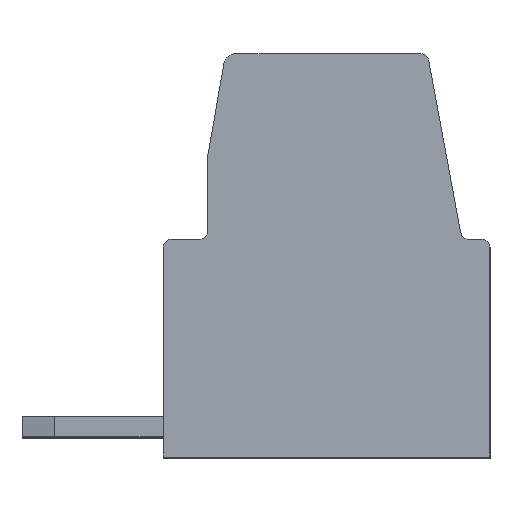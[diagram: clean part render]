
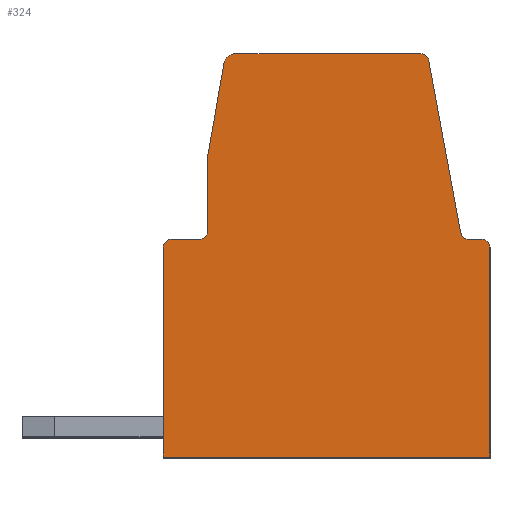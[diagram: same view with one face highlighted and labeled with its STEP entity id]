
A CAD part, top view. The second image highlights one B-rep face of the part: STEP entity #324.
In plain terms, the highlighted planar face has unit normal (0, 0, 1).
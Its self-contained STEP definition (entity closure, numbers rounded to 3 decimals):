
#324 = ADVANCED_FACE( '', ( #819 ), #820, .F. );
#819 = FACE_OUTER_BOUND( '', #1512, .T. );
#820 = PLANE( '', #1513 );
#1512 = EDGE_LOOP( '', ( #2237, #2238, #2239, #2240, #2241, #2242, #2243, #2244, #2245, #2246, #2247, #2248, #2249, #2250, #2251 ) );
#1513 = AXIS2_PLACEMENT_3D( '', #2252, #2253, #2254 );
#2237 = ORIENTED_EDGE( '', *, *, #4291, .T. );
#2238 = ORIENTED_EDGE( '', *, *, #4277, .T. );
#2239 = ORIENTED_EDGE( '', *, *, #4319, .F. );
#2240 = ORIENTED_EDGE( '', *, *, #4320, .T. );
#2241 = ORIENTED_EDGE( '', *, *, #4321, .T. );
#2242 = ORIENTED_EDGE( '', *, *, #4294, .T. );
#2243 = ORIENTED_EDGE( '', *, *, #4322, .T. );
#2244 = ORIENTED_EDGE( '', *, *, #4323, .T. );
#2245 = ORIENTED_EDGE( '', *, *, #4324, .F. );
#2246 = ORIENTED_EDGE( '', *, *, #4325, .T. );
#2247 = ORIENTED_EDGE( '', *, *, #4326, .F. );
#2248 = ORIENTED_EDGE( '', *, *, #4327, .T. );
#2249 = ORIENTED_EDGE( '', *, *, #4328, .T. );
#2250 = ORIENTED_EDGE( '', *, *, #4329, .T. );
#2251 = ORIENTED_EDGE( '', *, *, #4330, .F. );
#2252 = CARTESIAN_POINT( '', ( 0.81, -4.4, 0. ) );
#2253 = DIRECTION( '', ( 0., 0., -1. ) );
#2254 = DIRECTION( '', ( 0., 1., 0. ) );
#4277 = EDGE_CURVE( '', #5109, #5107, #5110, .T. );
#4291 = EDGE_CURVE( '', #5133, #5109, #5134, .T. );
#4294 = EDGE_CURVE( '', #5137, #5138, #5139, .T. );
#4319 = EDGE_CURVE( '', #5183, #5107, #5184, .T. );
#4320 = EDGE_CURVE( '', #5183, #5185, #5186, .T. );
#4321 = EDGE_CURVE( '', #5185, #5137, #5187, .T. );
#4322 = EDGE_CURVE( '', #5138, #5188, #5189, .T. );
#4323 = EDGE_CURVE( '', #5188, #5190, #5191, .T. );
#4324 = EDGE_CURVE( '', #5192, #5190, #5193, .T. );
#4325 = EDGE_CURVE( '', #5192, #5194, #5195, .T. );
#4326 = EDGE_CURVE( '', #5196, #5194, #5197, .T. );
#4327 = EDGE_CURVE( '', #5196, #5198, #5199, .T. );
#4328 = EDGE_CURVE( '', #5198, #5200, #5201, .T. );
#4329 = EDGE_CURVE( '', #5200, #5202, #5203, .T. );
#4330 = EDGE_CURVE( '', #5133, #5202, #5204, .T. );
#5107 = VERTEX_POINT( '', #6337 );
#5109 = VERTEX_POINT( '', #6340 );
#5110 = LINE( '', #6341, #6342 );
#5133 = VERTEX_POINT( '', #6374 );
#5134 = LINE( '', #6375, #6376 );
#5137 = VERTEX_POINT( '', #6380 );
#5138 = VERTEX_POINT( '', #6381 );
#5139 = LINE( '', #6382, #6383 );
#5183 = VERTEX_POINT( '', #6447 );
#5184 = CIRCLE( '', #6448, 0.2 );
#5185 = VERTEX_POINT( '', #6449 );
#5186 = LINE( '', #6450, #6451 );
#5187 = CIRCLE( '', #6452, 0.2 );
#5188 = VERTEX_POINT( '', #6453 );
#5189 = LINE( '', #6454, #6455 );
#5190 = VERTEX_POINT( '', #6456 );
#5191 = LINE( '', #6457, #6458 );
#5192 = VERTEX_POINT( '', #6459 );
#5193 = CIRCLE( '', #6460, 0.2 );
#5194 = VERTEX_POINT( '', #6461 );
#5195 = LINE( '', #6462, #6463 );
#5196 = VERTEX_POINT( '', #6464 );
#5197 = CIRCLE( '', #6465, 0.2 );
#5198 = VERTEX_POINT( '', #6466 );
#5199 = LINE( '', #6467, #6468 );
#5200 = VERTEX_POINT( '', #6469 );
#5201 = CIRCLE( '', #6470, 0.2 );
#5202 = VERTEX_POINT( '', #6471 );
#5203 = LINE( '', #6472, #6473 );
#5204 = CIRCLE( '', #6474, 0.3 );
#6337 = CARTESIAN_POINT( '', ( -7., 5.6, 0. ) );
#6340 = CARTESIAN_POINT( '', ( -7., 7.448, 0. ) );
#6341 = CARTESIAN_POINT( '', ( -7., -18.438, 0. ) );
#6342 = VECTOR( '', #8111, 1000. );
#6374 = CARTESIAN_POINT( '', ( -6.594, 9.752, 0. ) );
#6375 = CARTESIAN_POINT( '', ( -11.564, -18.438, 0. ) );
#6376 = VECTOR( '', #8124, 1000. );
#6380 = CARTESIAN_POINT( '', ( -8.1, 5.2, 0. ) );
#6381 = CARTESIAN_POINT( '', ( -8.1, 0., 0. ) );
#6382 = CARTESIAN_POINT( '', ( -8.1, -18.438, 0. ) );
#6383 = VECTOR( '', #8126, 1000. );
#6447 = CARTESIAN_POINT( '', ( -7.2, 5.4, 0. ) );
#6448 = AXIS2_PLACEMENT_3D( '', #8147, #8148, #8149 );
#6449 = CARTESIAN_POINT( '', ( -7.9, 5.4, 0. ) );
#6450 = CARTESIAN_POINT( '', ( -16.414, 5.4, 0. ) );
#6451 = VECTOR( '', #8150, 1000. );
#6452 = AXIS2_PLACEMENT_3D( '', #8151, #8152, #8153 );
#6453 = CARTESIAN_POINT( '', ( 0., 0., 0. ) );
#6454 = CARTESIAN_POINT( '', ( -16.414, 0., 0. ) );
#6455 = VECTOR( '', #8154, 1000. );
#6456 = CARTESIAN_POINT( '', ( 0., 5.2, 0. ) );
#6457 = CARTESIAN_POINT( '', ( 0., -18.438, 0. ) );
#6458 = VECTOR( '', #8155, 1000. );
#6459 = CARTESIAN_POINT( '', ( -0.2, 5.4, 0. ) );
#6460 = AXIS2_PLACEMENT_3D( '', #8156, #8157, #8158 );
#6461 = CARTESIAN_POINT( '', ( -0.531, 5.4, 0. ) );
#6462 = CARTESIAN_POINT( '', ( -16.414, 5.4, 0. ) );
#6463 = VECTOR( '', #8159, 1000. );
#6464 = CARTESIAN_POINT( '', ( -0.728, 5.564, 0. ) );
#6465 = AXIS2_PLACEMENT_3D( '', #8160, #8161, #8162 );
#6466 = CARTESIAN_POINT( '', ( -1.52, 9.836, 0. ) );
#6467 = CARTESIAN_POINT( '', ( 3.721, -18.438, 0. ) );
#6468 = VECTOR( '', #8163, 1000. );
#6469 = CARTESIAN_POINT( '', ( -1.716, 10., 0. ) );
#6470 = AXIS2_PLACEMENT_3D( '', #8164, #8165, #8166 );
#6471 = CARTESIAN_POINT( '', ( -6.298, 10., 0. ) );
#6472 = CARTESIAN_POINT( '', ( -16.414, 10., 0. ) );
#6473 = VECTOR( '', #8167, 1000. );
#6474 = AXIS2_PLACEMENT_3D( '', #8168, #8169, #8170 );
#8111 = DIRECTION( '', ( 0., -1., 0. ) );
#8124 = DIRECTION( '', ( -0.174, -0.985, 0. ) );
#8126 = DIRECTION( '', ( 0., -1., 0. ) );
#8147 = CARTESIAN_POINT( '', ( -7.2, 5.6, 0. ) );
#8148 = DIRECTION( '', ( 0., 0., 1. ) );
#8149 = DIRECTION( '', ( 1., 0., 0. ) );
#8150 = DIRECTION( '', ( -1., 0., 0. ) );
#8151 = CARTESIAN_POINT( '', ( -7.9, 5.2, 0. ) );
#8152 = DIRECTION( '', ( 0., 0., 1. ) );
#8153 = DIRECTION( '', ( 1., 0., 0. ) );
#8154 = DIRECTION( '', ( 1., 0., 0. ) );
#8155 = DIRECTION( '', ( 0., 1., 0. ) );
#8156 = CARTESIAN_POINT( '', ( -0.2, 5.2, 0. ) );
#8157 = DIRECTION( '', ( 0., 0., -1. ) );
#8158 = DIRECTION( '', ( -1., 0., 0. ) );
#8159 = DIRECTION( '', ( -1., 0., 0. ) );
#8160 = CARTESIAN_POINT( '', ( -0.531, 5.6, 0. ) );
#8161 = DIRECTION( '', ( 0., 0., 1. ) );
#8162 = DIRECTION( '', ( 1., 0., 0. ) );
#8163 = DIRECTION( '', ( -0.182, 0.983, 0. ) );
#8164 = CARTESIAN_POINT( '', ( -1.716, 9.8, 0. ) );
#8165 = DIRECTION( '', ( 0., 0., 1. ) );
#8166 = DIRECTION( '', ( 1., 0., 0. ) );
#8167 = DIRECTION( '', ( -1., 0., 0. ) );
#8168 = CARTESIAN_POINT( '', ( -6.298, 9.7, 0. ) );
#8169 = DIRECTION( '', ( 0., 0., -1. ) );
#8170 = DIRECTION( '', ( -1., 0., 0. ) );
